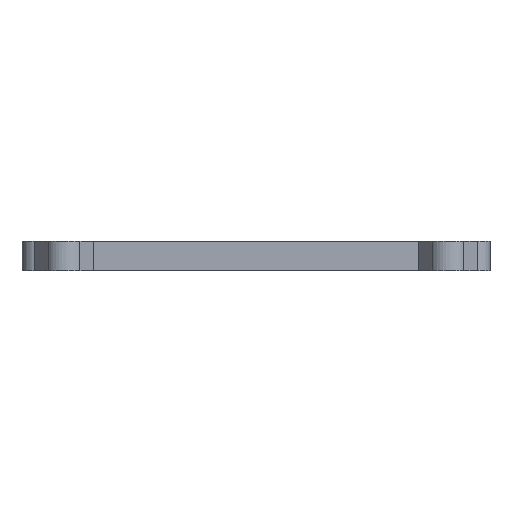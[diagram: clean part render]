
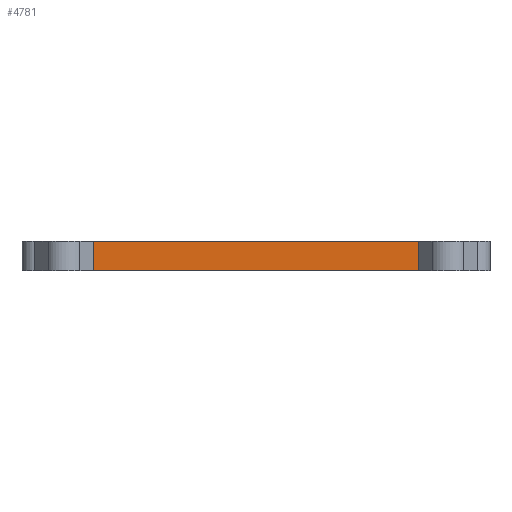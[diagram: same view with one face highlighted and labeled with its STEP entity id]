
A CAD part, front view. The second image highlights one B-rep face of the part: STEP entity #4781.
In plain terms, the highlighted planar face has unit normal (0, -1, 0).
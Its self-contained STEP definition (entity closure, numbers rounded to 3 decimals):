
#162=FACE_OUTER_BOUND('',#429,.T.);
#429=EDGE_LOOP('',(#3402,#3403,#3404,#3405));
#901=LINE('',#6980,#1440);
#974=LINE('',#7241,#1513);
#981=LINE('',#7259,#1520);
#996=LINE('',#7299,#1535);
#1440=VECTOR('',#5541,10.);
#1513=VECTOR('',#5730,10.);
#1520=VECTOR('',#5749,10.);
#1535=VECTOR('',#5786,10.);
#1948=VERTEX_POINT('',#6873);
#2001=VERTEX_POINT('',#6978);
#2131=VERTEX_POINT('',#7240);
#2136=VERTEX_POINT('',#7258);
#2487=EDGE_CURVE('',#2001,#1948,#901,.T.);
#2617=EDGE_CURVE('',#2131,#1948,#974,.T.);
#2626=EDGE_CURVE('',#2136,#2131,#981,.T.);
#2647=EDGE_CURVE('',#2001,#2136,#996,.T.);
#3402=ORIENTED_EDGE('',*,*,#2617,.T.);
#3403=ORIENTED_EDGE('',*,*,#2487,.F.);
#3404=ORIENTED_EDGE('',*,*,#2647,.T.);
#3405=ORIENTED_EDGE('',*,*,#2626,.T.);
#4627=PLANE('',#5126);
#4781=ADVANCED_FACE('',(#162),#4627,.T.);
#5126=AXIS2_PLACEMENT_3D('',#7300,#5787,#5788);
#5541=DIRECTION('',(1.,0.,0.));
#5730=DIRECTION('',(0.,0.,1.));
#5749=DIRECTION('',(1.,0.,0.));
#5786=DIRECTION('',(0.,0.,-1.));
#5787=DIRECTION('center_axis',(0.,-1.,0.));
#5788=DIRECTION('ref_axis',(-1.,0.,0.));
#6873=CARTESIAN_POINT('',(82.573,50.832,4.731));
#6978=CARTESIAN_POINT('',(21.567,50.832,4.731));
#6980=CARTESIAN_POINT('',(74.196,50.832,4.731));
#7240=CARTESIAN_POINT('',(82.573,50.832,-0.766));
#7241=CARTESIAN_POINT('',(82.573,50.832,4.131));
#7258=CARTESIAN_POINT('',(21.567,50.832,-0.766));
#7259=CARTESIAN_POINT('',(73.775,50.832,-0.766));
#7299=CARTESIAN_POINT('',(21.567,50.832,4.131));
#7300=CARTESIAN_POINT('Origin',(95.48,50.832,4.231));
